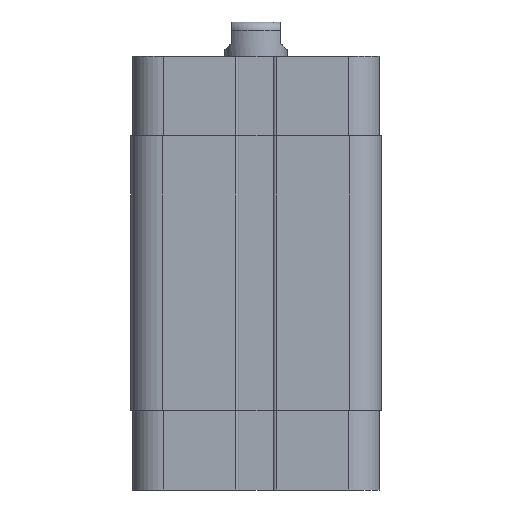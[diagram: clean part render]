
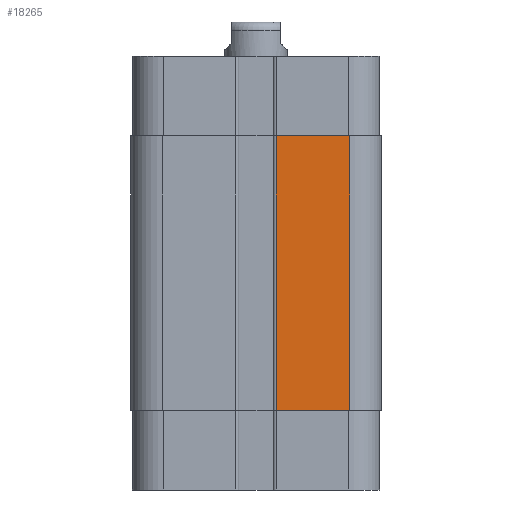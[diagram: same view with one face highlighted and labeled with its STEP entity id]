
A CAD part, front view. The second image highlights one B-rep face of the part: STEP entity #18265.
In plain terms, the highlighted planar face has unit normal (0, -1, 0).
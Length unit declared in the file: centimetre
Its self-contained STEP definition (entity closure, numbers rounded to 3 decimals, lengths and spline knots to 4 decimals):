
#590=PLANE($,#18794);
#1567=FACE_OUTER_BOUND($,#2642,.T.);
#2642=EDGE_LOOP($,(#16438,#16439,#16440,#16441));
#3846=LINE($,#37225,#5137);
#3907=LINE($,#37410,#5198);
#3933=LINE($,#37488,#5224);
#3934=LINE($,#37490,#5225);
#5137=VECTOR($,#20776,1.18);
#5198=VECTOR($,#20965,1.18);
#5224=VECTOR($,#21045,4.4);
#5225=VECTOR($,#21048,4.4);
#8296=VERTEX_POINT($,#37222);
#8297=VERTEX_POINT($,#37224);
#8356=VERTEX_POINT($,#37407);
#8357=VERTEX_POINT($,#37409);
#10953=EDGE_CURVE($,#8297,#8296,#3846,.T.);
#11046=EDGE_CURVE($,#8357,#8356,#3907,.T.);
#11085=EDGE_CURVE($,#8356,#8297,#3933,.T.);
#11086=EDGE_CURVE($,#8357,#8296,#3934,.T.);
#16438=ORIENTED_EDGE($,*,*,#10953,.T.);
#16439=ORIENTED_EDGE($,*,*,#11086,.F.);
#16440=ORIENTED_EDGE($,*,*,#11046,.T.);
#16441=ORIENTED_EDGE($,*,*,#11085,.T.);
#18265=ADVANCED_FACE($,(#1567),#590,.T.);
#18794=AXIS2_PLACEMENT_3D($,#37489,#21046,#21047);
#20776=DIRECTION($,(-1.,0.,0.));
#20965=DIRECTION($,(1.,0.,0.));
#21045=DIRECTION($,(0.,0.,1.));
#21046=DIRECTION('center_axis',(0.,-1.,0.));
#21047=DIRECTION('ref_axis',(1.,0.,0.));
#21048=DIRECTION($,(0.,0.,1.));
#37222=CARTESIAN_POINT('',(0.315,-2.,5.675));
#37224=CARTESIAN_POINT('',(1.495,-2.,5.675));
#37225=CARTESIAN_POINT($,(1.495,-2.,5.675));
#37407=CARTESIAN_POINT('',(1.495,-2.,1.275));
#37409=CARTESIAN_POINT('',(0.315,-2.,1.275));
#37410=CARTESIAN_POINT($,(0.315,-2.,1.275));
#37488=CARTESIAN_POINT($,(1.495,-2.,1.275));
#37489=CARTESIAN_POINT('Origin',(1.495,-2.,11.975));
#37490=CARTESIAN_POINT($,(0.315,-2.,1.275));
